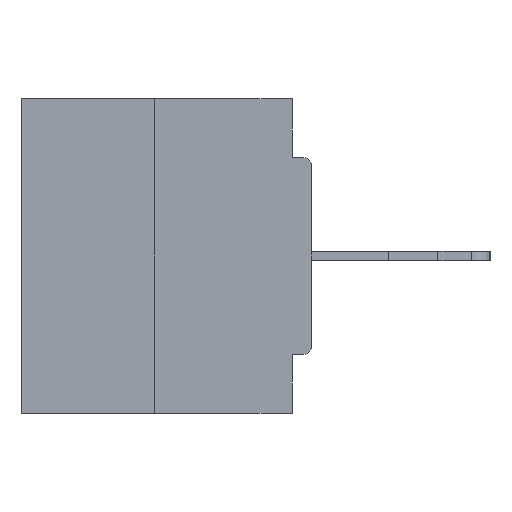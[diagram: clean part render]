
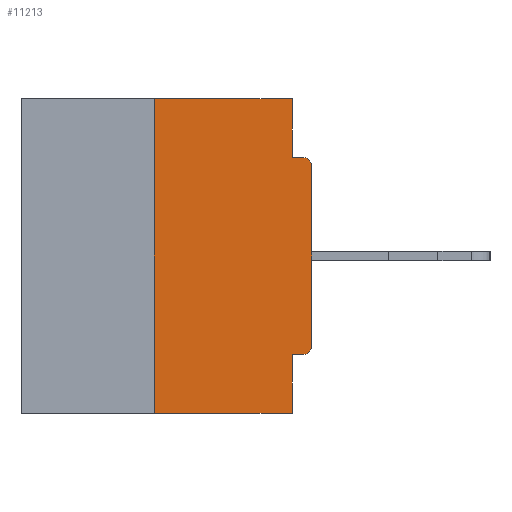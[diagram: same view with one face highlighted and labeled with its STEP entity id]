
A CAD part, left-side view. The second image highlights one B-rep face of the part: STEP entity #11213.
In plain terms, the highlighted planar face has unit normal (-1, 0, 0).
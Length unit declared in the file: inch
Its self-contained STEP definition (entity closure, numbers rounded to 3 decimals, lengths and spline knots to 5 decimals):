
#320 = LINE ( 'NONE', #19387, #11440 ) ;
#361 = ORIENTED_EDGE ( 'NONE', *, *, #1466, .T. ) ;
#385 = ORIENTED_EDGE ( 'NONE', *, *, #28294, .F. ) ;
#766 = CARTESIAN_POINT ( 'NONE',  ( 0., 0.015, -0.3915 ) ) ;
#923 = VERTEX_POINT ( 'NONE', #4569 ) ;
#950 = FACE_OUTER_BOUND ( 'NONE', #1086, .T. ) ;
#952 = ORIENTED_EDGE ( 'NONE', *, *, #10920, .F. ) ;
#1086 = EDGE_LOOP ( 'NONE', ( #21811, #385, #361, #21037, #19212, #19912, #1671, #1132, #952, #17533 ) ) ;
#1132 = ORIENTED_EDGE ( 'NONE', *, *, #17113, .T. ) ;
#1466 = EDGE_CURVE ( 'NONE', #22244, #923, #17841, .T. ) ;
#1671 = ORIENTED_EDGE ( 'NONE', *, *, #24829, .T. ) ;
#2027 = AXIS2_PLACEMENT_3D ( 'NONE', #766, #16241, #3055 ) ;
#2205 = CARTESIAN_POINT ( 'NONE',  ( 0., 0.25, 0. ) ) ;
#2512 = DIRECTION ( 'NONE',  ( -1., 0., 0. ) ) ;
#2579 = DIRECTION ( 'NONE',  ( 0., 0., -1. ) ) ;
#3055 = DIRECTION ( 'NONE',  ( 0., 0., -1. ) ) ;
#3072 = CIRCLE ( 'NONE', #12989, 0.015 ) ;
#3278 = AXIS2_PLACEMENT_3D ( 'NONE', #20139, #6912, #22343 ) ;
#4233 = CARTESIAN_POINT ( 'NONE',  ( 0., 0., 0. ) ) ;
#4569 = CARTESIAN_POINT ( 'NONE',  ( 0., 0.031, -0.5 ) ) ;
#4725 = VERTEX_POINT ( 'NONE', #9783 ) ;
#5819 = VERTEX_POINT ( 'NONE', #12297 ) ;
#6139 = VECTOR ( 'NONE', #10034, 39.37008 ) ;
#6912 = DIRECTION ( 'NONE',  ( 1., 0., 0. ) ) ;
#7767 = CARTESIAN_POINT ( 'NONE',  ( 0., 0.031, -0.0935 ) ) ;
#8200 = DIRECTION ( 'NONE',  ( 0., -1., 0. ) ) ;
#9055 = CARTESIAN_POINT ( 'NONE',  ( 0., 0.031, -0.4065 ) ) ;
#9482 = EDGE_CURVE ( 'NONE', #26172, #21519, #14581, .T. ) ;
#9783 = CARTESIAN_POINT ( 'NONE',  ( 0., 0., -0.3915 ) ) ;
#9818 = VERTEX_POINT ( 'NONE', #19799 ) ;
#10034 = DIRECTION ( 'NONE',  ( 0., -1., 0. ) ) ;
#10250 = EDGE_CURVE ( 'NONE', #18826, #26194, #320, .T. ) ;
#10920 = EDGE_CURVE ( 'NONE', #21519, #9818, #20381, .T. ) ;
#11213 = ADVANCED_FACE ( 'NONE', ( #950 ), #17889, .F. ) ;
#11440 = VECTOR ( 'NONE', #19432, 39.37008 ) ;
#12297 = CARTESIAN_POINT ( 'NONE',  ( 0., 0.25, 0. ) ) ;
#12989 = AXIS2_PLACEMENT_3D ( 'NONE', #15672, #2512, #17936 ) ;
#13298 = DIRECTION ( 'NONE',  ( 0., 0., 1. ) ) ;
#13723 = VECTOR ( 'NONE', #2579, 39.37008 ) ;
#14340 = CARTESIAN_POINT ( 'NONE',  ( 0., 0.25, -0.5 ) ) ;
#14459 = VECTOR ( 'NONE', #8200, 39.37008 ) ;
#14581 = LINE ( 'NONE', #22432, #24888 ) ;
#15672 = CARTESIAN_POINT ( 'NONE',  ( 0., 0.015, -0.1085 ) ) ;
#15856 = VERTEX_POINT ( 'NONE', #28234 ) ;
#15872 = CARTESIAN_POINT ( 'NONE',  ( 0., 0.46, 0. ) ) ;
#16241 = DIRECTION ( 'NONE',  ( -1., 0., 0. ) ) ;
#17113 = EDGE_CURVE ( 'NONE', #15856, #9818, #3072, .T. ) ;
#17412 = VECTOR ( 'NONE', #13298, 39.37008 ) ;
#17533 = ORIENTED_EDGE ( 'NONE', *, *, #9482, .F. ) ;
#17783 = EDGE_CURVE ( 'NONE', #26194, #923, #19615, .T. ) ;
#17841 = LINE ( 'NONE', #22598, #6139 ) ;
#17846 = VECTOR ( 'NONE', #19642, 39.37008 ) ;
#17852 = CARTESIAN_POINT ( 'NONE',  ( 0., 0.031, 0. ) ) ;
#17889 = PLANE ( 'NONE',  #3278 ) ;
#17936 = DIRECTION ( 'NONE',  ( 0., 0., -1. ) ) ;
#18128 = DIRECTION ( 'NONE',  ( 0., -1., 0. ) ) ;
#18826 = VERTEX_POINT ( 'NONE', #19806 ) ;
#19212 = ORIENTED_EDGE ( 'NONE', *, *, #10250, .F. ) ;
#19387 = CARTESIAN_POINT ( 'NONE',  ( 0., 0., -0.4065 ) ) ;
#19432 = DIRECTION ( 'NONE',  ( 0., 1., 0. ) ) ;
#19615 = LINE ( 'NONE', #24512, #13723 ) ;
#19642 = DIRECTION ( 'NONE',  ( 0., 0., 1. ) ) ;
#19799 = CARTESIAN_POINT ( 'NONE',  ( 0., 0.015, -0.0935 ) ) ;
#19806 = CARTESIAN_POINT ( 'NONE',  ( 0., 0.015, -0.4065 ) ) ;
#19912 = ORIENTED_EDGE ( 'NONE', *, *, #24531, .T. ) ;
#20139 = CARTESIAN_POINT ( 'NONE',  ( 0., 0.46, 0. ) ) ;
#20381 = LINE ( 'NONE', #21403, #14459 ) ;
#21037 = ORIENTED_EDGE ( 'NONE', *, *, #17783, .F. ) ;
#21403 = CARTESIAN_POINT ( 'NONE',  ( 0., 0., -0.0935 ) ) ;
#21519 = VERTEX_POINT ( 'NONE', #7767 ) ;
#21811 = ORIENTED_EDGE ( 'NONE', *, *, #23793, .F. ) ;
#22055 = VECTOR ( 'NONE', #18128, 39.37008 ) ;
#22244 = VERTEX_POINT ( 'NONE', #14340 ) ;
#22249 = DIRECTION ( 'NONE',  ( 0., 0., -1. ) ) ;
#22343 = DIRECTION ( 'NONE',  ( 0., 0., -1. ) ) ;
#22432 = CARTESIAN_POINT ( 'NONE',  ( 0., 0.031, 0. ) ) ;
#22598 = CARTESIAN_POINT ( 'NONE',  ( 0., 0.46, -0.5 ) ) ;
#22746 = LINE ( 'NONE', #15872, #22055 ) ;
#23686 = LINE ( 'NONE', #4233, #17846 ) ;
#23793 = EDGE_CURVE ( 'NONE', #5819, #26172, #22746, .T. ) ;
#24512 = CARTESIAN_POINT ( 'NONE',  ( 0., 0.031, -0.5 ) ) ;
#24531 = EDGE_CURVE ( 'NONE', #18826, #4725, #26051, .T. ) ;
#24609 = LINE ( 'NONE', #2205, #17412 ) ;
#24829 = EDGE_CURVE ( 'NONE', #4725, #15856, #23686, .T. ) ;
#24888 = VECTOR ( 'NONE', #22249, 39.37008 ) ;
#26051 = CIRCLE ( 'NONE', #2027, 0.015 ) ;
#26172 = VERTEX_POINT ( 'NONE', #17852 ) ;
#26194 = VERTEX_POINT ( 'NONE', #9055 ) ;
#28234 = CARTESIAN_POINT ( 'NONE',  ( 0., 0., -0.1085 ) ) ;
#28294 = EDGE_CURVE ( 'NONE', #22244, #5819, #24609, .T. ) ;
